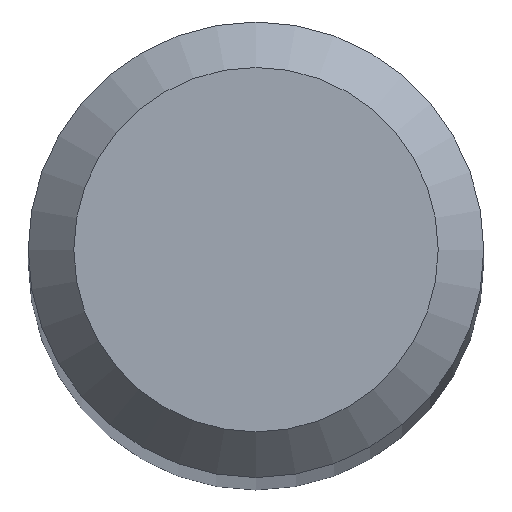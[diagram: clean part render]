
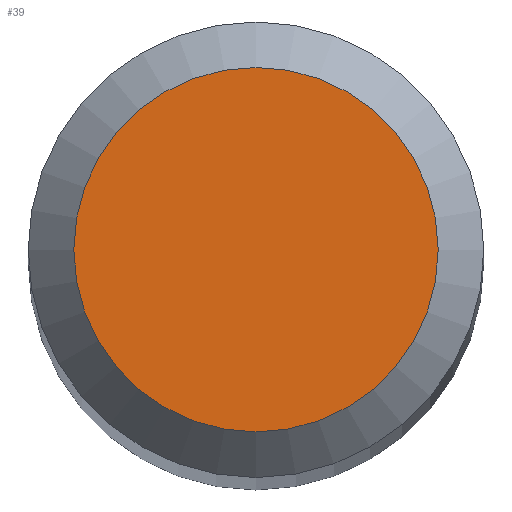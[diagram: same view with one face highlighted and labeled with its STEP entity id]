
A CAD part, top view. The second image highlights one B-rep face of the part: STEP entity #39.
In plain terms, the highlighted planar face has unit normal (0, 0, 1).
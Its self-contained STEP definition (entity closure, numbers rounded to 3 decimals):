
#17 = EDGE_LOOP ( 'NONE', ( #75 ) ) ;
#27 = FACE_OUTER_BOUND ( 'NONE', #17, .T. ) ;
#39 = ADVANCED_FACE ( 'NONE', ( #27 ), #74, .F. ) ;
#53 = CARTESIAN_POINT ( 'NONE',  ( 0., 0., 30. ) ) ;
#54 = DIRECTION ( 'NONE',  ( 0., 1., 0. ) ) ;
#69 = EDGE_CURVE ( 'NONE', #125, #125, #224, .T. ) ;
#74 = PLANE ( 'NONE',  #240 ) ;
#75 = ORIENTED_EDGE ( 'NONE', *, *, #69, .F. ) ;
#90 = DIRECTION ( 'NONE',  ( 0., 0., -1. ) ) ;
#125 = VERTEX_POINT ( 'NONE', #202 ) ;
#153 = AXIS2_PLACEMENT_3D ( 'NONE', #232, #90, #164 ) ;
#164 = DIRECTION ( 'NONE',  ( 0., 1., 0. ) ) ;
#187 = DIRECTION ( 'NONE',  ( 0., 0., -1. ) ) ;
#202 = CARTESIAN_POINT ( 'NONE',  ( 0., 0.6, 30. ) ) ;
#224 = CIRCLE ( 'NONE', #153, 0.6 ) ;
#232 = CARTESIAN_POINT ( 'NONE',  ( 0., 0., 30. ) ) ;
#240 = AXIS2_PLACEMENT_3D ( 'NONE', #53, #187, #54 ) ;
